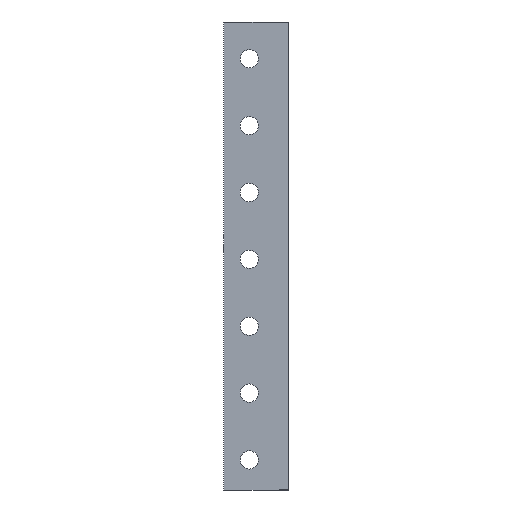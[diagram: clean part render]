
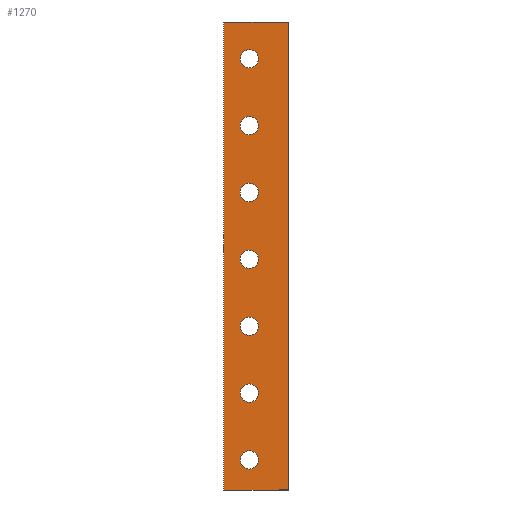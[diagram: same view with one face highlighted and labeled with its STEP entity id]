
A CAD part, left-side view. The second image highlights one B-rep face of the part: STEP entity #1270.
In plain terms, the highlighted planar face has unit normal (-1, 0, 0).
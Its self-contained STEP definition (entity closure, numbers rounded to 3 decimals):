
#49=FACE_BOUND('',#209,.T.);
#50=FACE_BOUND('',#210,.T.);
#51=FACE_BOUND('',#211,.T.);
#52=FACE_BOUND('',#212,.T.);
#53=FACE_BOUND('',#213,.T.);
#54=FACE_BOUND('',#214,.T.);
#55=FACE_BOUND('',#215,.T.);
#98=CIRCLE('',#1368,4.1);
#99=CIRCLE('',#1369,4.1);
#100=CIRCLE('',#1370,4.1);
#101=CIRCLE('',#1371,4.1);
#102=CIRCLE('',#1372,4.1);
#103=CIRCLE('',#1373,4.1);
#104=CIRCLE('',#1374,4.1);
#141=FACE_OUTER_BOUND('',#208,.T.);
#208=EDGE_LOOP('',(#864,#865,#866,#867,#868,#869));
#209=EDGE_LOOP('',(#870));
#210=EDGE_LOOP('',(#871));
#211=EDGE_LOOP('',(#872));
#212=EDGE_LOOP('',(#873));
#213=EDGE_LOOP('',(#874));
#214=EDGE_LOOP('',(#875));
#215=EDGE_LOOP('',(#876));
#309=LINE('',#1837,#427);
#324=LINE('',#1896,#442);
#325=LINE('',#1898,#443);
#326=LINE('',#1900,#444);
#327=LINE('',#1902,#445);
#328=LINE('',#1903,#446);
#427=VECTOR('',#1479,10.);
#442=VECTOR('',#1524,10.);
#443=VECTOR('',#1525,10.);
#444=VECTOR('',#1526,10.);
#445=VECTOR('',#1527,10.);
#446=VECTOR('',#1528,10.);
#539=VERTEX_POINT('',#1823);
#545=VERTEX_POINT('',#1835);
#574=VERTEX_POINT('',#1895);
#575=VERTEX_POINT('',#1897);
#576=VERTEX_POINT('',#1899);
#577=VERTEX_POINT('',#1901);
#578=VERTEX_POINT('',#1904);
#579=VERTEX_POINT('',#1906);
#580=VERTEX_POINT('',#1908);
#581=VERTEX_POINT('',#1910);
#582=VERTEX_POINT('',#1912);
#583=VERTEX_POINT('',#1914);
#584=VERTEX_POINT('',#1916);
#661=EDGE_CURVE('',#539,#545,#309,.T.);
#690=EDGE_CURVE('',#574,#545,#324,.T.);
#691=EDGE_CURVE('',#574,#575,#325,.T.);
#692=EDGE_CURVE('',#575,#576,#326,.T.);
#693=EDGE_CURVE('',#576,#577,#327,.T.);
#694=EDGE_CURVE('',#577,#539,#328,.T.);
#695=EDGE_CURVE('',#578,#578,#98,.T.);
#696=EDGE_CURVE('',#579,#579,#99,.T.);
#697=EDGE_CURVE('',#580,#580,#100,.T.);
#698=EDGE_CURVE('',#581,#581,#101,.T.);
#699=EDGE_CURVE('',#582,#582,#102,.T.);
#700=EDGE_CURVE('',#583,#583,#103,.T.);
#701=EDGE_CURVE('',#584,#584,#104,.T.);
#864=ORIENTED_EDGE('',*,*,#661,.T.);
#865=ORIENTED_EDGE('',*,*,#690,.F.);
#866=ORIENTED_EDGE('',*,*,#691,.T.);
#867=ORIENTED_EDGE('',*,*,#692,.T.);
#868=ORIENTED_EDGE('',*,*,#693,.T.);
#869=ORIENTED_EDGE('',*,*,#694,.T.);
#870=ORIENTED_EDGE('',*,*,#695,.T.);
#871=ORIENTED_EDGE('',*,*,#696,.T.);
#872=ORIENTED_EDGE('',*,*,#697,.T.);
#873=ORIENTED_EDGE('',*,*,#698,.T.);
#874=ORIENTED_EDGE('',*,*,#699,.T.);
#875=ORIENTED_EDGE('',*,*,#700,.T.);
#876=ORIENTED_EDGE('',*,*,#701,.T.);
#1177=PLANE('',#1367);
#1270=ADVANCED_FACE('',(#141,#49,#50,#51,#52,#53,#54,#55),#1177,.F.);
#1367=AXIS2_PLACEMENT_3D('',#1894,#1522,#1523);
#1368=AXIS2_PLACEMENT_3D('',#1905,#1529,#1530);
#1369=AXIS2_PLACEMENT_3D('',#1907,#1531,#1532);
#1370=AXIS2_PLACEMENT_3D('',#1909,#1533,#1534);
#1371=AXIS2_PLACEMENT_3D('',#1911,#1535,#1536);
#1372=AXIS2_PLACEMENT_3D('',#1913,#1537,#1538);
#1373=AXIS2_PLACEMENT_3D('',#1915,#1539,#1540);
#1374=AXIS2_PLACEMENT_3D('',#1917,#1541,#1542);
#1479=DIRECTION('',(0.,0.,1.));
#1522=DIRECTION('center_axis',(1.,0.,0.));
#1523=DIRECTION('ref_axis',(0.,0.,
1.));
#1524=DIRECTION('',(0.,-1.,0.));
#1525=DIRECTION('',(0.,1.,0.));
#1526=DIRECTION('',(0.,0.,-1.));
#1527=DIRECTION('',(0.,-1.,0.));
#1528=DIRECTION('',(0.,-1.,0.));
#1529=DIRECTION('center_axis',(1.,0.,0.));
#1530=DIRECTION('ref_axis',(0.,1.,0.));
#1531=DIRECTION('center_axis',(1.,0.,0.));
#1532=DIRECTION('ref_axis',(0.,1.,0.));
#1533=DIRECTION('center_axis',(1.,0.,0.));
#1534=DIRECTION('ref_axis',(0.,1.,0.));
#1535=DIRECTION('center_axis',(1.,0.,0.));
#1536=DIRECTION('ref_axis',(0.,1.,0.));
#1537=DIRECTION('center_axis',(1.,0.,0.));
#1538=DIRECTION('ref_axis',(0.,1.,0.));
#1539=DIRECTION('center_axis',(1.,0.,0.));
#1540=DIRECTION('ref_axis',(0.,1.,0.));
#1541=DIRECTION('center_axis',(1.,0.,0.));
#1542=DIRECTION('ref_axis',(0.,1.,0.));
#1823=CARTESIAN_POINT('',(-64.135,0.,-210.));
#1835=CARTESIAN_POINT('',(-64.135,0.,0.));
#1837=CARTESIAN_POINT('',(-64.135,0.,-105.));
#1894=CARTESIAN_POINT('Origin',(-64.135,-15.505,-105.));
#1895=CARTESIAN_POINT('',(-64.135,4.5,0.));
#1896=CARTESIAN_POINT('',(-64.135,-5.502,0.));
#1897=CARTESIAN_POINT('',(-64.135,28.995,0.));
#1898=CARTESIAN_POINT('',(-64.135,-60.005,0.));
#1899=CARTESIAN_POINT('',(-64.135,28.995,-210.));
#1900=CARTESIAN_POINT('',(-64.135,28.995,0.));
#1901=CARTESIAN_POINT('',(-64.135,4.5,-210.));
#1902=CARTESIAN_POINT('',(-64.135,28.995,-210.));
#1903=CARTESIAN_POINT('',(-64.135,-9.877,-210.));
#1904=CARTESIAN_POINT('',(-64.135,13.395,-196.5));
#1905=CARTESIAN_POINT('Origin',(-64.135,17.495,-196.5));
#1906=CARTESIAN_POINT('',(-64.135,13.395,-166.5));
#1907=CARTESIAN_POINT('Origin',(-64.135,17.495,-166.5));
#1908=CARTESIAN_POINT('',(-64.135,13.395,-136.5));
#1909=CARTESIAN_POINT('Origin',(-64.135,17.495,-136.5));
#1910=CARTESIAN_POINT('',(-64.135,13.395,-106.5));
#1911=CARTESIAN_POINT('Origin',(-64.135,17.495,-106.5));
#1912=CARTESIAN_POINT('',(-64.135,13.395,-76.5));
#1913=CARTESIAN_POINT('Origin',(-64.135,17.495,-76.5));
#1914=CARTESIAN_POINT('',(-64.135,13.395,-46.5));
#1915=CARTESIAN_POINT('Origin',(-64.135,17.495,-46.5));
#1916=CARTESIAN_POINT('',(-64.135,13.395,-16.5));
#1917=CARTESIAN_POINT('Origin',(-64.135,17.495,-16.5));
